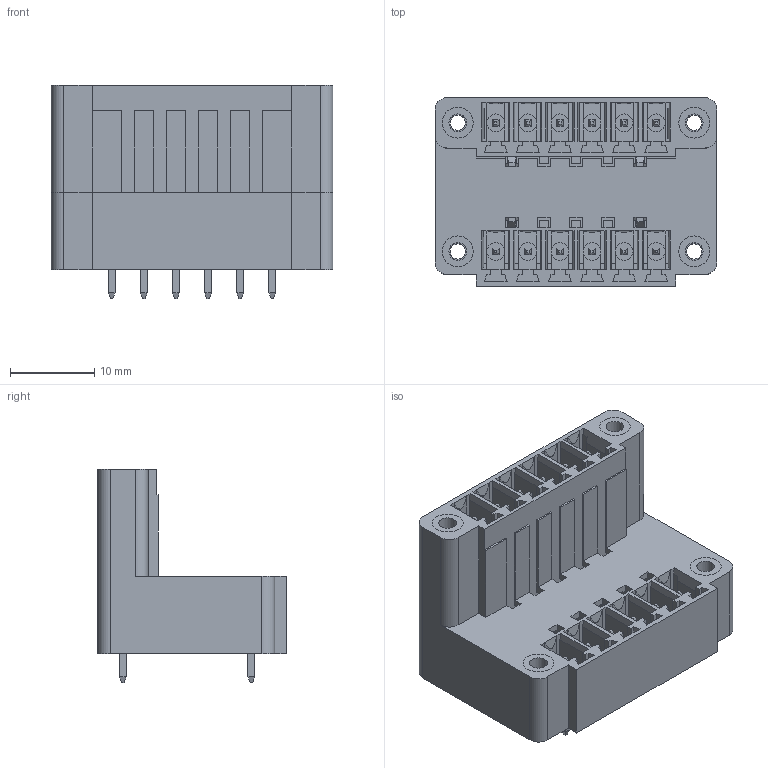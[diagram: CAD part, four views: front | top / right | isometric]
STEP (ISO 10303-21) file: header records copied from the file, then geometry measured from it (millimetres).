
FILE_DESCRIPTION( ( 'Unknown' ), '1' );
FILE_NAME( '691357300012B.stp', 'Unknown', ( 'Unknown' ), ( 'Unknown' ), 'PSStep 19.0.9', 'Unknown', ' ' );
FILE_SCHEMA( ( 'AUTOMOTIVE_DESIGN { 1 0 10303 214 1 1 1 1 }' ) );
Length unit declared in the file: millimetre
Products named in the file (6): Assem1; 6913573000xxB_PIN; 6913573000xxB_PIN LONGUE; 6913573000xxB_INSERT; 691357300012B; 691357300012B_CAPOT
Assembly tree (18 placements, depth 2):
  Assem1
    6913573000xxB_PIN  x6
    6913573000xxB_PIN LONGUE  x6
    6913573000xxB_INSERT  x4
    691357300012B
    691357300012B_CAPOT
Bounding box: 33.45 x 22.4 x 25.3 mm (x, y, z)
Volume: 4620.9 mm3; surface area: 10568.7 mm2
Topology: 18 solids, 18 shells, 871 faces, 2291 edges, 1463 vertices
Faces by surface type: plane 823, cylinder 48
Full cylindrical faces by diameter (mm): 1.8 x4, 2.1 x16, 3.65 x10
Entity records: 28350 total; most frequent: CARTESIAN_POINT 3984, ORIENTED_EDGE 3924, DIRECTION 3534, EDGE_CURVE 1962, LINE 1866, VECTOR 1866, VERTEX_POINT 1284, AXIS2_PLACEMENT_3D 834
